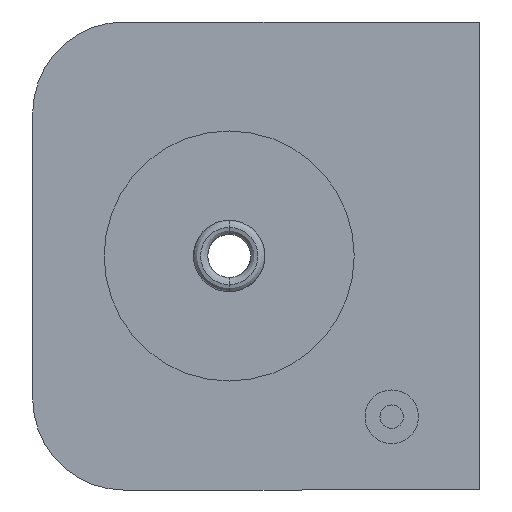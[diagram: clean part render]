
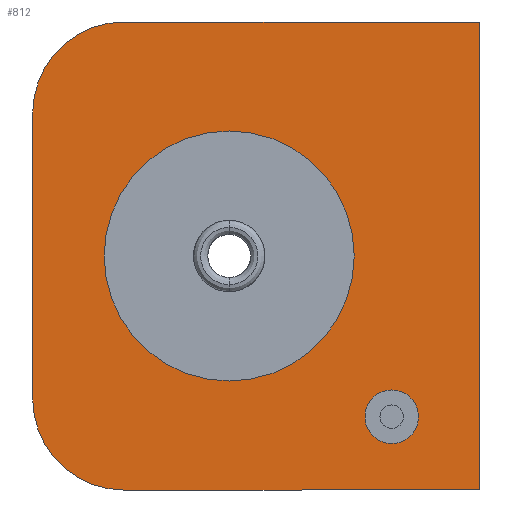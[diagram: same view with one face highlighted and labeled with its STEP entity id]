
A CAD part, left-side view. The second image highlights one B-rep face of the part: STEP entity #812.
In plain terms, the highlighted planar face has unit normal (-1, 0, 0).
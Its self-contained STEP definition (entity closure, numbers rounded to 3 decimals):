
#130 = CARTESIAN_POINT ( 'NONE',  ( -17.9, 9.95, -6.55 ) ) ;
#205 = VERTEX_POINT ( 'NONE', #4957 ) ;
#246 = CARTESIAN_POINT ( 'NONE',  ( -17.9, 9.95, -6.55 ) ) ;
#361 = ORIENTED_EDGE ( 'NONE', *, *, #5015, .F. ) ;
#372 = CARTESIAN_POINT ( 'NONE',  ( -17.9, 9.95, 4. ) ) ;
#388 = VERTEX_POINT ( 'NONE', #2435 ) ;
#390 = ORIENTED_EDGE ( 'NONE', *, *, #1681, .T. ) ;
#487 = AXIS2_PLACEMENT_3D ( 'NONE', #2731, #1556, #724 ) ;
#508 = CARTESIAN_POINT ( 'NONE',  ( -17.9, 7., 0. ) ) ;
#609 = ORIENTED_EDGE ( 'NONE', *, *, #1979, .F. ) ;
#724 = DIRECTION ( 'NONE',  ( 0., 0., 1. ) ) ;
#783 = VECTOR ( 'NONE', #2101, 1000. ) ;
#812 = ADVANCED_FACE ( 'NONE', ( #2493, #1460 ), #3906, .T. ) ;
#998 = CARTESIAN_POINT ( 'NONE',  ( -17.9, 12.5, -4. ) ) ;
#1063 = CARTESIAN_POINT ( 'NONE',  ( -17.9, 0., 6.55 ) ) ;
#1210 = CARTESIAN_POINT ( 'NONE',  ( -17.9, 9.95, 6.55 ) ) ;
#1220 = AXIS2_PLACEMENT_3D ( 'NONE', #3400, #4183, #5038 ) ;
#1364 = EDGE_CURVE ( 'NONE', #2789, #4454, #3288, .T. ) ;
#1402 = CARTESIAN_POINT ( 'NONE',  ( -17.9, 0., -6.55 ) ) ;
#1460 = FACE_OUTER_BOUND ( 'NONE', #2909, .T. ) ;
#1556 = DIRECTION ( 'NONE',  ( -1., 0., 0. ) ) ;
#1620 = CIRCLE ( 'NONE', #5137, 3.5 ) ;
#1681 = EDGE_CURVE ( 'NONE', #1893, #205, #1620, .T. ) ;
#1694 = LINE ( 'NONE', #130, #3991 ) ;
#1869 = AXIS2_PLACEMENT_3D ( 'NONE', #372, #3522, #1956 ) ;
#1884 = VERTEX_POINT ( 'NONE', #1063 ) ;
#1893 = VERTEX_POINT ( 'NONE', #4161 ) ;
#1956 = DIRECTION ( 'NONE',  ( 0., 0., -1. ) ) ;
#1979 = EDGE_CURVE ( 'NONE', #388, #3623, #3723, .T. ) ;
#2009 = VERTEX_POINT ( 'NONE', #1402 ) ;
#2101 = DIRECTION ( 'NONE',  ( 0., -1., 0. ) ) ;
#2243 = DIRECTION ( 'NONE',  ( 0., 0., 1. ) ) ;
#2302 = LINE ( 'NONE', #4813, #783 ) ;
#2310 = ORIENTED_EDGE ( 'NONE', *, *, #3760, .F. ) ;
#2373 = DIRECTION ( 'NONE',  ( 0., 0., -1. ) ) ;
#2435 = CARTESIAN_POINT ( 'NONE',  ( -17.9, 12.5, 4. ) ) ;
#2471 = ORIENTED_EDGE ( 'NONE', *, *, #3116, .F. ) ;
#2493 = FACE_BOUND ( 'NONE', #4662, .T. ) ;
#2731 = CARTESIAN_POINT ( 'NONE',  ( -17.9, 9.95, -4. ) ) ;
#2772 = EDGE_CURVE ( 'NONE', #4454, #2009, #1694, .T. ) ;
#2789 = VERTEX_POINT ( 'NONE', #998 ) ;
#2909 = EDGE_LOOP ( 'NONE', ( #2471, #2310, #609, #361, #4623, #3077 ) ) ;
#2953 = DIRECTION ( 'NONE',  ( 1., 0., 0. ) ) ;
#3077 = ORIENTED_EDGE ( 'NONE', *, *, #2772, .T. ) ;
#3116 = EDGE_CURVE ( 'NONE', #1884, #2009, #3298, .T. ) ;
#3159 = VECTOR ( 'NONE', #2243, 1000. ) ;
#3288 = CIRCLE ( 'NONE', #487, 2.55 ) ;
#3298 = LINE ( 'NONE', #4745, #4916 ) ;
#3400 = CARTESIAN_POINT ( 'NONE',  ( -17.9, 9.95, 4. ) ) ;
#3522 = DIRECTION ( 'NONE',  ( -1., 0., 0. ) ) ;
#3623 = VERTEX_POINT ( 'NONE', #1210 ) ;
#3723 = CIRCLE ( 'NONE', #1220, 2.55 ) ;
#3760 = EDGE_CURVE ( 'NONE', #3623, #1884, #2302, .T. ) ;
#3906 = PLANE ( 'NONE',  #1869 ) ;
#3943 = ORIENTED_EDGE ( 'NONE', *, *, #3944, .T. ) ;
#3944 = EDGE_CURVE ( 'NONE', #205, #1893, #4723, .T. ) ;
#3991 = VECTOR ( 'NONE', #4492, 1000. ) ;
#4021 = LINE ( 'NONE', #4190, #3159 ) ;
#4150 = DIRECTION ( 'NONE',  ( 0., 0., -1. ) ) ;
#4161 = CARTESIAN_POINT ( 'NONE',  ( -17.9, 7., -3.5 ) ) ;
#4183 = DIRECTION ( 'NONE',  ( 1., 0., 0. ) ) ;
#4190 = CARTESIAN_POINT ( 'NONE',  ( -17.9, 12.5, 0. ) ) ;
#4454 = VERTEX_POINT ( 'NONE', #246 ) ;
#4492 = DIRECTION ( 'NONE',  ( 0., -1., 0. ) ) ;
#4570 = CARTESIAN_POINT ( 'NONE',  ( -17.9, 7., 0. ) ) ;
#4623 = ORIENTED_EDGE ( 'NONE', *, *, #1364, .T. ) ;
#4662 = EDGE_LOOP ( 'NONE', ( #390, #3943 ) ) ;
#4723 = CIRCLE ( 'NONE', #5029, 3.5 ) ;
#4745 = CARTESIAN_POINT ( 'NONE',  ( -17.9, 0., 6.55 ) ) ;
#4813 = CARTESIAN_POINT ( 'NONE',  ( -17.9, 9.95, 6.55 ) ) ;
#4851 = DIRECTION ( 'NONE',  ( 0., 0., -1. ) ) ;
#4916 = VECTOR ( 'NONE', #2373, 1000. ) ;
#4920 = DIRECTION ( 'NONE',  ( 1., 0., 0. ) ) ;
#4957 = CARTESIAN_POINT ( 'NONE',  ( -17.9, 7., 3.5 ) ) ;
#5015 = EDGE_CURVE ( 'NONE', #2789, #388, #4021, .T. ) ;
#5029 = AXIS2_PLACEMENT_3D ( 'NONE', #4570, #2953, #4150 ) ;
#5038 = DIRECTION ( 'NONE',  ( 0., 0., -1. ) ) ;
#5137 = AXIS2_PLACEMENT_3D ( 'NONE', #508, #4920, #4851 ) ;
